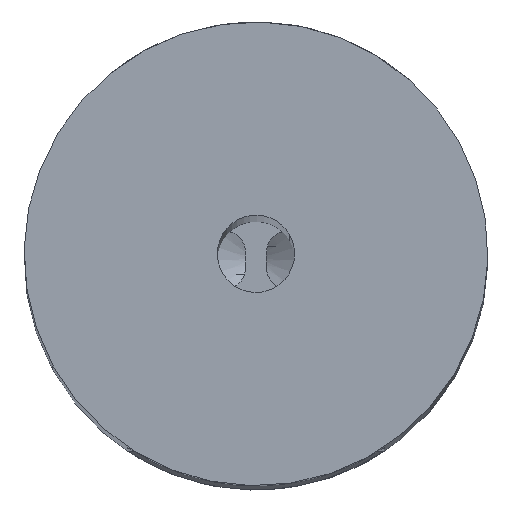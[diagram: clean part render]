
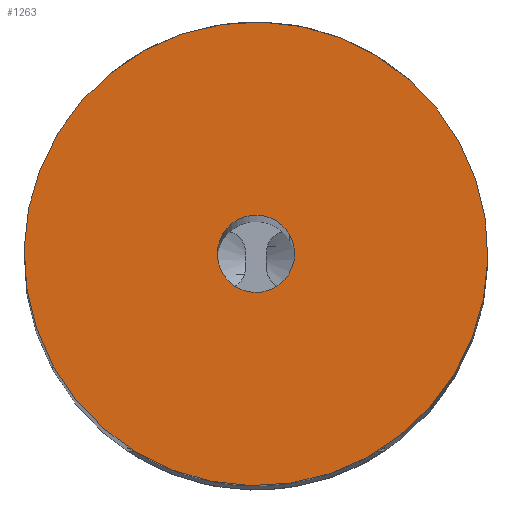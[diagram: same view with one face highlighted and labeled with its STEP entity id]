
A CAD part, top view. The second image highlights one B-rep face of the part: STEP entity #1263.
In plain terms, the highlighted planar face has unit normal (0, 0, 1).
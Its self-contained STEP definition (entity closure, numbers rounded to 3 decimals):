
#1225=AXIS2_PLACEMENT_3D('Plane Axis2P3D',#1222,#1223,#1224) ;
#1229=AXIS2_PLACEMENT_3D('Circle Axis2P3D',#1227,#1228,$) ;
#1238=AXIS2_PLACEMENT_3D('Circle Axis2P3D',#1236,#1237,$) ;
#1247=AXIS2_PLACEMENT_3D('Circle Axis2P3D',#1245,#1246,$) ;
#1256=AXIS2_PLACEMENT_3D('Circle Axis2P3D',#1254,#1255,$) ;
#1222=CARTESIAN_POINT('Axis2P3D Location',(-5.2,0.,0.)) ;
#1227=CARTESIAN_POINT('Axis2P3D Location',(0.,0.,0.)) ;
#1231=CARTESIAN_POINT('Vertex',(5.265,2.877,0.)) ;
#1233=CARTESIAN_POINT('Vertex',(-5.265,-2.877,0.)) ;
#1236=CARTESIAN_POINT('Axis2P3D Location',(0.,0.,0.)) ;
#1245=CARTESIAN_POINT('Axis2P3D Location',(0.,0.,0.)) ;
#1249=CARTESIAN_POINT('Vertex',(0.878,0.479,0.)) ;
#1251=CARTESIAN_POINT('Vertex',(-0.878,-0.479,0.)) ;
#1254=CARTESIAN_POINT('Axis2P3D Location',(0.,0.,0.)) ;
#1223=DIRECTION('Axis2P3D Direction',(0.,0.,1.)) ;
#1224=DIRECTION('Axis2P3D XDirection',(1.,0.,0.)) ;
#1228=DIRECTION('Axis2P3D Direction',(0.,0.,1.)) ;
#1237=DIRECTION('Axis2P3D Direction',(0.,0.,1.)) ;
#1246=DIRECTION('Axis2P3D Direction',(0.,0.,1.)) ;
#1255=DIRECTION('Axis2P3D Direction',(0.,0.,1.)) ;
#1242=ORIENTED_EDGE('',*,*,#1235,.F.) ;
#1243=ORIENTED_EDGE('',*,*,#1240,.F.) ;
#1260=ORIENTED_EDGE('',*,*,#1253,.F.) ;
#1261=ORIENTED_EDGE('',*,*,#1258,.F.) ;
#1262=FACE_BOUND('',#1259,.T.) ;
#1263=ADVANCED_FACE('NOCUT',(#1244,#1262),#1226,.T.) ;
#1230=CIRCLE('generated circle',#1229,6.) ;
#1239=CIRCLE('generated circle',#1238,6.) ;
#1248=CIRCLE('generated circle',#1247,1.) ;
#1257=CIRCLE('generated circle',#1256,1.) ;
#1235=EDGE_CURVE('',#1232,#1234,#1230,.F.) ;
#1240=EDGE_CURVE('',#1234,#1232,#1239,.F.) ;
#1253=EDGE_CURVE('',#1250,#1252,#1248,.T.) ;
#1258=EDGE_CURVE('',#1252,#1250,#1257,.T.) ;
#1241=EDGE_LOOP('',(#1242,#1243)) ;
#1259=EDGE_LOOP('',(#1260,#1261)) ;
#1244=FACE_OUTER_BOUND('',#1241,.T.) ;
#1226=PLANE('',#1225) ;
#1232=VERTEX_POINT('',#1231) ;
#1234=VERTEX_POINT('',#1233) ;
#1250=VERTEX_POINT('',#1249) ;
#1252=VERTEX_POINT('',#1251) ;
